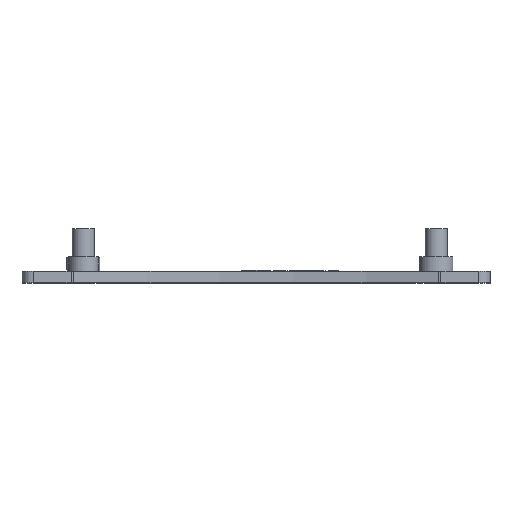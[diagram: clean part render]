
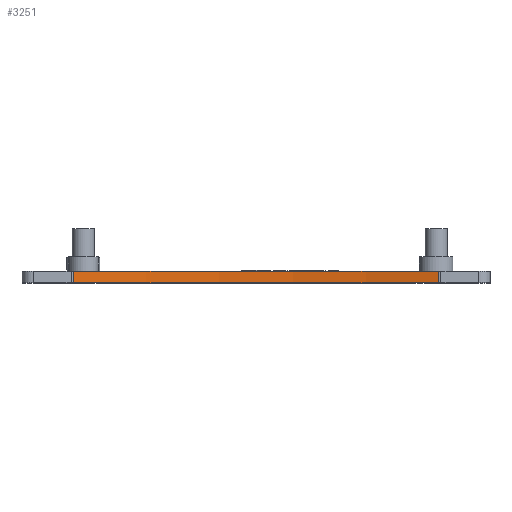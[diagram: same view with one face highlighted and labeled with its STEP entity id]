
A CAD part, top view. The second image highlights one B-rep face of the part: STEP entity #3251.
In plain terms, the highlighted cylindrical face has radius 200 mm (diameter 400 mm), a partial arc.
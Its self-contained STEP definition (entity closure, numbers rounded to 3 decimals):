
#231=CYLINDRICAL_SURFACE('',#3520,200.);
#308=CIRCLE('',#3452,200.);
#334=CIRCLE('',#3493,200.);
#413=FACE_OUTER_BOUND('',#627,.T.);
#627=EDGE_LOOP('',(#2563,#2564,#2565,#2566));
#897=LINE('',#6996,#1177);
#898=LINE('',#6997,#1178);
#1177=VECTOR('',#4008,1000.);
#1178=VECTOR('',#4009,1000.);
#1375=VERTEX_POINT('',#4459);
#1376=VERTEX_POINT('',#4461);
#1449=VERTEX_POINT('',#4662);
#1450=VERTEX_POINT('',#4664);
#1724=EDGE_CURVE('',#1375,#1376,#308,.T.);
#1802=EDGE_CURVE('',#1449,#1450,#334,.T.);
#1924=EDGE_CURVE('',#1375,#1450,#897,.T.);
#1925=EDGE_CURVE('',#1449,#1376,#898,.T.);
#2563=ORIENTED_EDGE('',*,*,#1724,.F.);
#2564=ORIENTED_EDGE('',*,*,#1924,.T.);
#2565=ORIENTED_EDGE('',*,*,#1802,.F.);
#2566=ORIENTED_EDGE('',*,*,#1925,.T.);
#3251=ADVANCED_FACE('',(#413),#231,.F.);
#3452=AXIS2_PLACEMENT_3D('',#4462,#3781,#3782);
#3493=AXIS2_PLACEMENT_3D('',#4665,#3899,#3900);
#3520=AXIS2_PLACEMENT_3D('',#6995,#4006,#4007);
#3781=DIRECTION('center_axis',(0.,1.,0.));
#3782=DIRECTION('ref_axis',(1.,0.,0.));
#3899=DIRECTION('center_axis',(0.,-1.,0.));
#3900=DIRECTION('ref_axis',(-1.,0.,0.));
#4006=DIRECTION('center_axis',(0.,-1.,0.));
#4007=DIRECTION('ref_axis',(1.,0.,0.));
#4008=DIRECTION('',(0.,1.,0.));
#4009=DIRECTION('',(0.,-1.,0.));
#4459=CARTESIAN_POINT('',(49.043,118.6,97.908));
#4461=CARTESIAN_POINT('',(-49.043,118.6,97.908));
#4462=CARTESIAN_POINT('Origin',(0.,118.6,291.802));
#4662=CARTESIAN_POINT('',(-49.043,121.6,97.908));
#4664=CARTESIAN_POINT('',(49.043,121.6,97.908));
#4665=CARTESIAN_POINT('Origin',(0.,121.6,291.802));
#6995=CARTESIAN_POINT('Origin',(0.,255.125,
291.802));
#6996=CARTESIAN_POINT('',(49.043,255.125,97.908));
#6997=CARTESIAN_POINT('',(-49.043,255.125,97.908));
